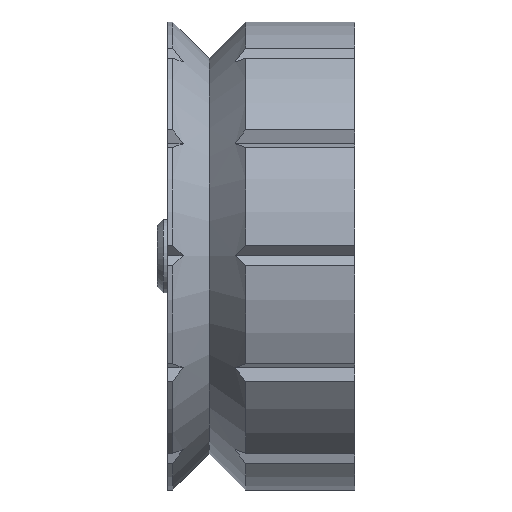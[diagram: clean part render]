
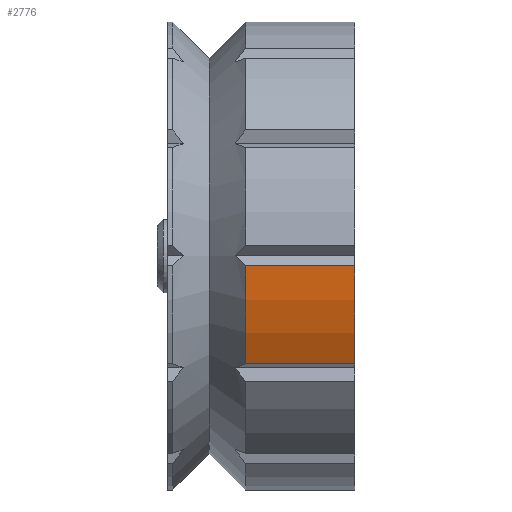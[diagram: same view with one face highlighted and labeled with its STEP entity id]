
A CAD part, top view. The second image highlights one B-rep face of the part: STEP entity #2776.
In plain terms, the highlighted cylindrical face has radius 22.5 mm (diameter 45 mm), a partial arc.
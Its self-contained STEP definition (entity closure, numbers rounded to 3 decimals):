
#68=CIRCLE('',#2964,22.5);
#108=CIRCLE('',#3012,22.5);
#176=CYLINDRICAL_SURFACE('',#3011,22.5);
#233=FACE_OUTER_BOUND('',#410,.T.);
#410=EDGE_LOOP('',(#1968,#1969,#1970,#1971));
#627=LINE('',#4368,#853);
#628=LINE('',#4375,#854);
#853=VECTOR('',#3425,10.);
#854=VECTOR('',#3430,10.);
#1141=VERTEX_POINT('',#4135);
#1142=VERTEX_POINT('',#4137);
#1227=VERTEX_POINT('',#4363);
#1228=VERTEX_POINT('',#4374);
#1419=EDGE_CURVE('',#1141,#1142,#68,.T.);
#1512=EDGE_CURVE('',#1227,#1142,#627,.T.);
#1514=EDGE_CURVE('',#1141,#1228,#628,.T.);
#1515=EDGE_CURVE('',#1228,#1227,#108,.T.);
#1968=ORIENTED_EDGE('',*,*,#1512,.T.);
#1969=ORIENTED_EDGE('',*,*,#1419,.F.);
#1970=ORIENTED_EDGE('',*,*,#1514,.T.);
#1971=ORIENTED_EDGE('',*,*,#1515,.T.);
#2776=ADVANCED_FACE('',(#233),#176,.T.);
#2964=AXIS2_PLACEMENT_3D('',#4138,#3303,#3304);
#3011=AXIS2_PLACEMENT_3D('',#4373,#3428,#3429);
#3012=AXIS2_PLACEMENT_3D('',#4376,#3431,#3432);
#3303=DIRECTION('center_axis',(1.,0.,0.));
#3304=DIRECTION('ref_axis',(0.,1.,0.));
#3425=DIRECTION('',(1.,0.,0.));
#3428=DIRECTION('center_axis',(1.,0.,0.));
#3429=DIRECTION('ref_axis',(0.,1.,0.));
#3430=DIRECTION('',(-1.,0.,0.));
#3431=DIRECTION('center_axis',(1.,0.,0.));
#3432=DIRECTION('ref_axis',(0.,1.,0.));
#4135=CARTESIAN_POINT('',(18.,-0.979,22.479));
#4137=CARTESIAN_POINT('',(18.,-10.392,19.956));
#4138=CARTESIAN_POINT('Origin',(18.,0.,0.));
#4363=CARTESIAN_POINT('',(7.5,-10.392,19.956));
#4368=CARTESIAN_POINT('',(0.,-10.392,19.956));
#4373=CARTESIAN_POINT('Origin',(0.,0.,0.));
#4374=CARTESIAN_POINT('',(7.5,-0.979,22.479));
#4375=CARTESIAN_POINT('',(0.,-0.979,22.479));
#4376=CARTESIAN_POINT('Origin',(7.5,0.,0.));
